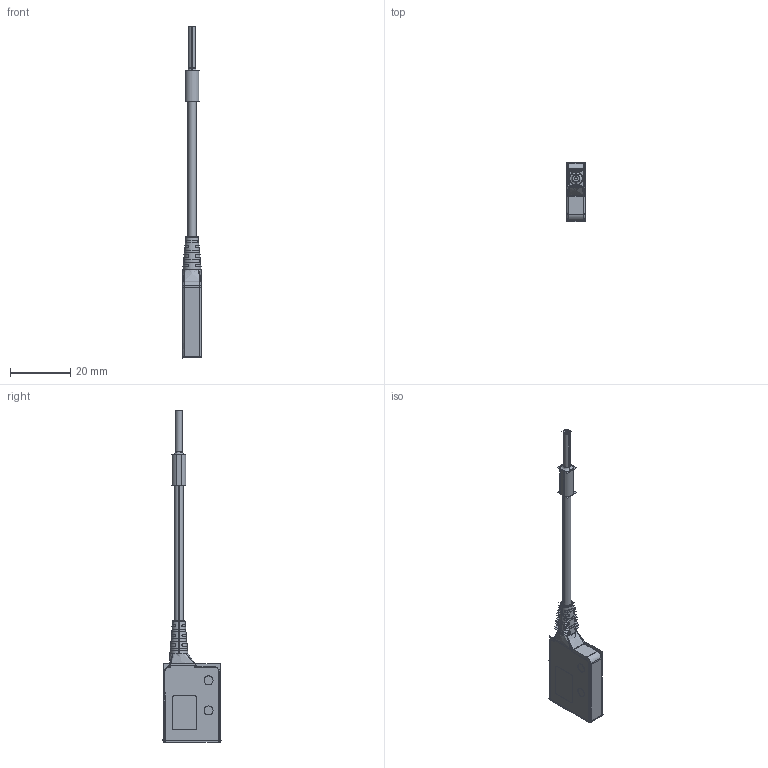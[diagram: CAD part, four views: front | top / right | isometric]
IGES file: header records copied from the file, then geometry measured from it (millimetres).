
Start section:  PTC IGES file: 178358.igs
Global section: file name: 178358.igs; native system: Creo Parametric by Parametric Technology Corporation; preprocessor: 2013230; author: pdmadmin; organization: Unknown; date: 20160217.121029; units: millimetre
Bounding box: 6.62 x 19.76 x 110.48 mm (x, y, z)
Volume: 139 mm3; surface area: 24988.7 mm2
Topology: 1 solids, 8 shells, 546 faces, 3683 edges, 5323 vertices
Faces by surface type: revolution 324, bspline 222
